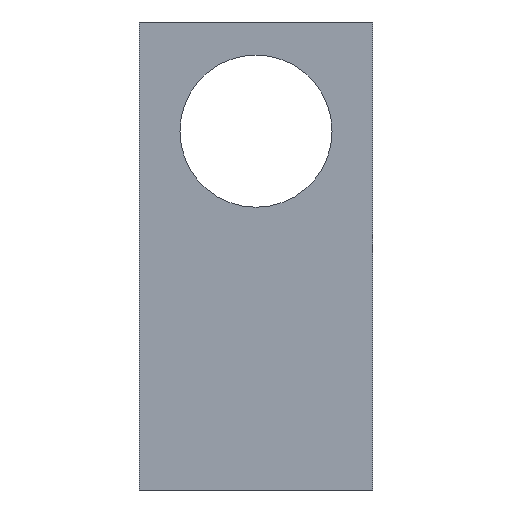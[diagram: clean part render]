
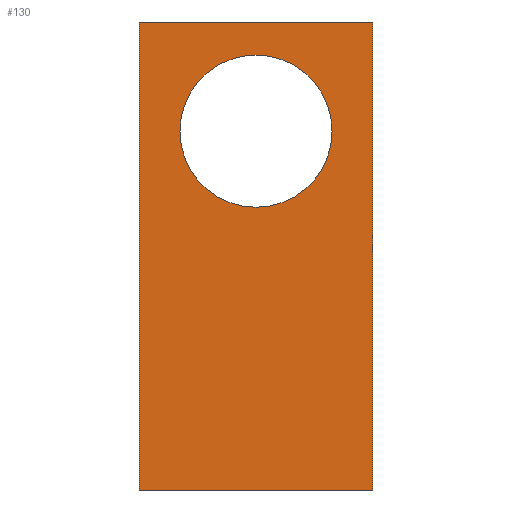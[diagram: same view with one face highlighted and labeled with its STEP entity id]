
A CAD part, front view. The second image highlights one B-rep face of the part: STEP entity #130.
In plain terms, the highlighted planar face has unit normal (0, -1, 0).
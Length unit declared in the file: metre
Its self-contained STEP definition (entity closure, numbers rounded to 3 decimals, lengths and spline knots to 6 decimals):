
#20=CIRCLE('',#150,0.00975);
#41=ORIENTED_EDGE('',*,*,#53,.F.);
#42=ORIENTED_EDGE('',*,*,#57,.F.);
#43=ORIENTED_EDGE('',*,*,#60,.T.);
#44=ORIENTED_EDGE('',*,*,#62,.T.);
#45=ORIENTED_EDGE('',*,*,#63,.F.);
#53=EDGE_CURVE('',#67,#68,#77,.T.);
#57=EDGE_CURVE('',#70,#67,#81,.T.);
#60=EDGE_CURVE('',#70,#72,#84,.T.);
#62=EDGE_CURVE('',#72,#68,#86,.T.);
#63=EDGE_CURVE('',#73,#73,#20,.T.);
#67=VERTEX_POINT('',#192);
#68=VERTEX_POINT('',#194);
#70=VERTEX_POINT('',#200);
#72=VERTEX_POINT('',#206);
#73=VERTEX_POINT('',#213);
#77=LINE('',#193,#89);
#81=LINE('',#201,#93);
#84=LINE('',#207,#96);
#86=LINE('',#210,#98);
#89=VECTOR('',#160,1.);
#93=VECTOR('',#166,1.);
#96=VECTOR('',#171,1.);
#98=VECTOR('',#175,1.);
#105=EDGE_LOOP('',(#41,#42,#43,#44));
#106=EDGE_LOOP('',(#45));
#115=FACE_BOUND('',#105,.T.);
#116=FACE_BOUND('',#106,.T.);
#123=PLANE('',#152);
#130=ADVANCED_FACE('',(#115,#116),#123,.T.);
#150=AXIS2_PLACEMENT_3D('',#212,#178,#179);
#152=AXIS2_PLACEMENT_3D('',#216,#182,#183);
#160=DIRECTION('',(0.,0.,-1.));
#166=DIRECTION('',(1.,0.,0.));
#171=DIRECTION('',(0.,0.,-1.));
#175=DIRECTION('',(1.,0.,0.));
#178=DIRECTION('',(0.,-1.,0.));
#179=DIRECTION('',(0.,0.,-1.));
#182=DIRECTION('',(0.,-1.,0.));
#183=DIRECTION('',(1.,0.,0.));
#192=CARTESIAN_POINT('',(0.015742,-0.005,0.042357));
#193=CARTESIAN_POINT('',(0.015742,-0.005,-0.015143));
#194=CARTESIAN_POINT('',(0.015742,-0.005,-0.017643));
#200=CARTESIAN_POINT('',(-0.014258,-0.005,0.042357));
#201=CARTESIAN_POINT('',(-0.006758,-0.005,0.042357));
#206=CARTESIAN_POINT('',(-0.014258,-0.005,-0.017643));
#207=CARTESIAN_POINT('',(-0.014258,-0.005,-0.015143));
#210=CARTESIAN_POINT('',(0.008242,-0.005,-0.017643));
#212=CARTESIAN_POINT('',(0.000742,-0.005,0.028365));
#213=CARTESIAN_POINT('',(0.000742,-0.005,0.018615));
#216=CARTESIAN_POINT('',(0.000742,-0.005,0.012357));
